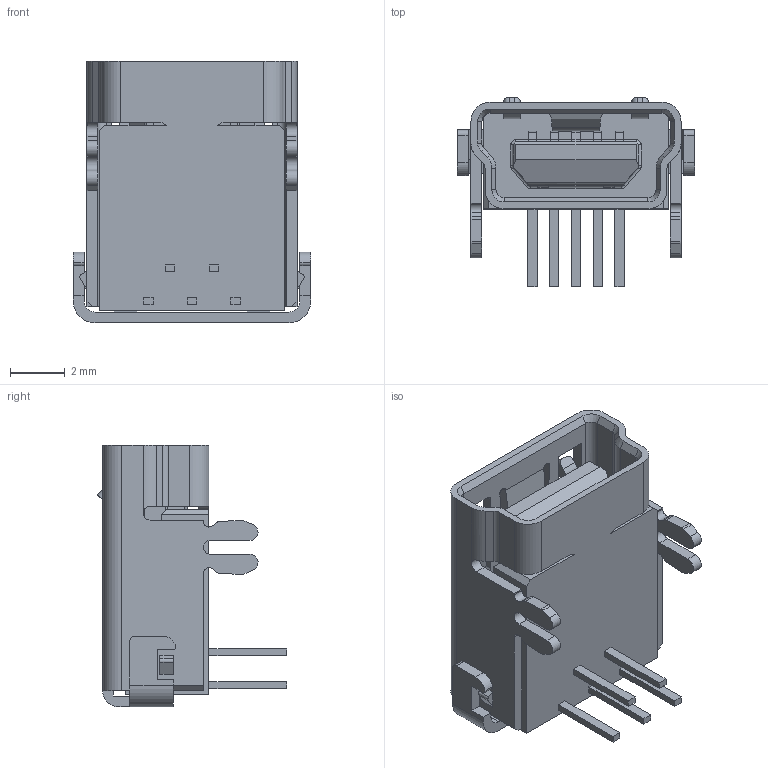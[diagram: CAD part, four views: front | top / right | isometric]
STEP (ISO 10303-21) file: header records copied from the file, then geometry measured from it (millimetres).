
FILE_DESCRIPTION((''),'2;1');
FILE_NAME('C-2172034-1','2019-10-25T01:18:14',('workeradm'),('TE Connectivity Ltd.'),'CREO PARAMETRIC BY PTC INC, 2019030','CREO PARAMETRIC BY PTC INC, 2019030','');
FILE_SCHEMA(('AUTOMOTIVE_DESIGN { 1 0 10303 214 1 1 1 1 }'));
Length unit declared in the file: millimetre
Products named in the file (1): C-2172034-1
Bounding box: 8.7 x 6.94 x 9.6 mm (x, y, z)
Volume: 190.2 mm3; surface area: 585.3 mm2
Topology: 1 solids, 1 shells, 342 faces, 954 edges, 622 vertices
Faces by surface type: plane 215, cylinder 115, cone 8, torus 4
Entity records: 11193 total; most frequent: CARTESIAN_POINT 2055, ORIENTED_EDGE 1908, DIRECTION 1828, EDGE_CURVE 954, VECTOR 704, LINE 704, VERTEX_POINT 622, AXIS2_PLACEMENT_3D 562
